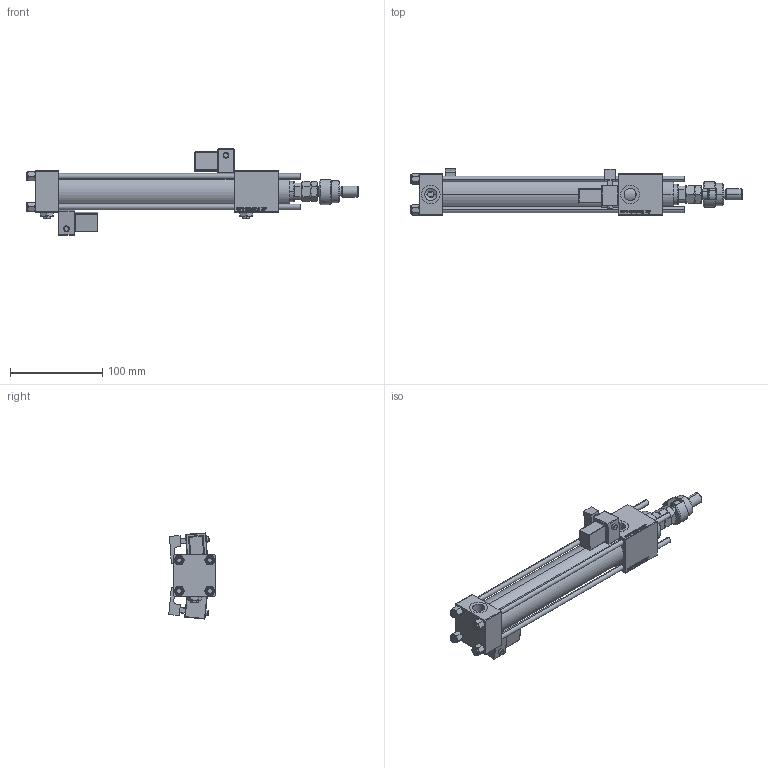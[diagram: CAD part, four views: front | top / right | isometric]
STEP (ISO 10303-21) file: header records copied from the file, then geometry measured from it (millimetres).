
FILE_DESCRIPTION (( 'STEP AP203' ), '1' );
FILE_NAME ('75eb.STEP', '2022-04-14T19:19:06', ( '' ), ( '' ), 'SwSTEP 2.0', 'SolidWorks 2019', '' );
FILE_SCHEMA (( 'CONFIG_CONTROL_DESIGN' ));
Length unit declared in the file: millimetre
Products named in the file (11): V215_VC_A 53bd0579e0ef71931aab753436e51996; V215CR_B_TYCINKA 53bd0579e0ef71931aab753436e51996; Zatka_pro_OIL_PORT 53bd0579e0ef71931aab753436e51996; V215CR_MSU 53bd0579e0ef71931aab753436e51996; MFA 53bd0579e0ef71931aab753436e51996; FEMALE_PART_FOR_DFA 53bd0579e0ef71931aab753436e51996; NUT_M5_B 53bd0579e0ef71931aab753436e51996; V215CR_B-1 53bd0579e0ef71931aab753436e51996; DFA 53bd0579e0ef71931aab753436e51996; V215CR_VCP_B 53bd0579e0ef71931aab753436e51996; 75eb
Assembly tree (18 placements, depth 3):
  75eb
    V215CR_B-1 53bd0579e0ef71931aab753436e51996
    V215CR_VCP_B 53bd0579e0ef71931aab753436e51996
    NUT_M5_B 53bd0579e0ef71931aab753436e51996  x4
    V215CR_B_TYCINKA 53bd0579e0ef71931aab753436e51996  x4
    V215_VC_A 53bd0579e0ef71931aab753436e51996
    DFA 53bd0579e0ef71931aab753436e51996
      FEMALE_PART_FOR_DFA 53bd0579e0ef71931aab753436e51996
      MFA 53bd0579e0ef71931aab753436e51996
    V215CR_MSU 53bd0579e0ef71931aab753436e51996  x2
    Zatka_pro_OIL_PORT 53bd0579e0ef71931aab753436e51996  x2
Bounding box: 359 x 50.4 x 93.13 mm (x, y, z)
Volume: 386552 mm3; surface area: 148771 mm2
Topology: 17 solids, 17 shells, 1499 faces, 3722 edges, 2351 vertices
Faces by surface type: plane 568, bspline 504, cone 218, cylinder 161, torus 24, sphere 24
Entity records: 63929 total; most frequent: CARTESIAN_POINT 35766, ORIENTED_EDGE 6350, DIRECTION 3939, EDGE_CURVE 3175, VERTEX_POINT 2049, LINE 1657, VECTOR 1657, EDGE_LOOP 1394
